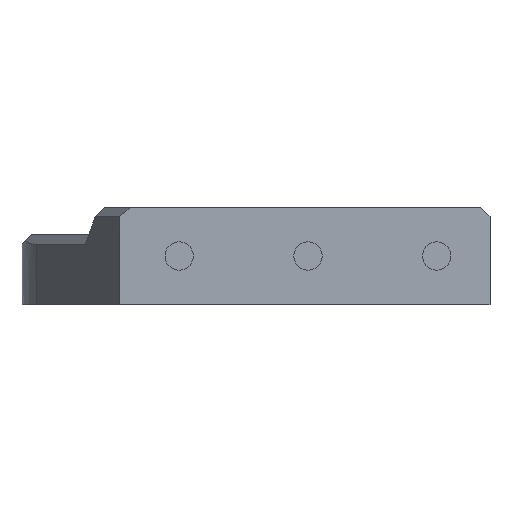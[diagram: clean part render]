
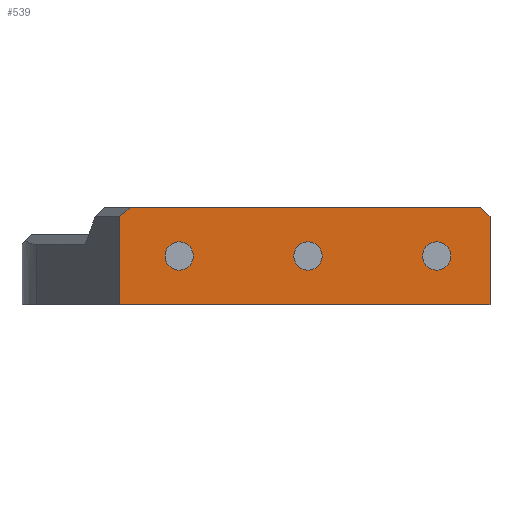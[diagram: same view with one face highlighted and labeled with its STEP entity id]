
A CAD part, front view. The second image highlights one B-rep face of the part: STEP entity #539.
In plain terms, the highlighted planar face has unit normal (0, -1, 0).
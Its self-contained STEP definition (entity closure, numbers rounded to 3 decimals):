
#1 = VERTEX_POINT ( 'NONE', #1126 ) ;
#5 = AXIS2_PLACEMENT_3D ( 'NONE', #1322, #121, #1200 ) ;
#53 = VECTOR ( 'NONE', #913, 1000. ) ;
#83 = ORIENTED_EDGE ( 'NONE', *, *, #322, .T. ) ;
#90 = CARTESIAN_POINT ( 'NONE',  ( -13.089, 0., 10. ) ) ;
#91 = PLANE ( 'NONE',  #1225 ) ;
#97 = LINE ( 'NONE', #211, #1489 ) ;
#104 = CARTESIAN_POINT ( 'NONE',  ( 17.91, 0., 5. ) ) ;
#107 = AXIS2_PLACEMENT_3D ( 'NONE', #1381, #666, #895 ) ;
#121 = DIRECTION ( 'NONE',  ( 0., -1., 0. ) ) ;
#126 = CIRCLE ( 'NONE', #5, 1.45 ) ;
#127 = CARTESIAN_POINT ( 'NONE',  ( 4.73, 0., 5. ) ) ;
#154 = AXIS2_PLACEMENT_3D ( 'NONE', #157, #1492, #673 ) ;
#157 = CARTESIAN_POINT ( 'NONE',  ( 19.36, 0., 5. ) ) ;
#188 = CARTESIAN_POINT ( 'NONE',  ( 20.81, 0., 5. ) ) ;
#204 = FACE_BOUND ( 'NONE', #612, .T. ) ;
#211 = CARTESIAN_POINT ( 'NONE',  ( 23.813, 0., 10. ) ) ;
#218 = ORIENTED_EDGE ( 'NONE', *, *, #1141, .F. ) ;
#220 = CARTESIAN_POINT ( 'NONE',  ( 23.813, 0., 10. ) ) ;
#235 = EDGE_CURVE ( 'NONE', #967, #1253, #425, .T. ) ;
#245 = LINE ( 'NONE', #1095, #325 ) ;
#261 = DIRECTION ( 'NONE',  ( 1., 0., 0. ) ) ;
#322 = EDGE_CURVE ( 'NONE', #1211, #1, #921, .T. ) ;
#325 = VECTOR ( 'NONE', #1088, 1000. ) ;
#327 = CARTESIAN_POINT ( 'NONE',  ( -12.024, 0., 10. ) ) ;
#348 = ORIENTED_EDGE ( 'NONE', *, *, #572, .T. ) ;
#351 = CARTESIAN_POINT ( 'NONE',  ( 24.813, 0., 10. ) ) ;
#373 = EDGE_CURVE ( 'NONE', #419, #1, #1519, .T. ) ;
#407 = EDGE_CURVE ( 'NONE', #419, #1194, #97, .T. ) ;
#419 = VERTEX_POINT ( 'NONE', #1267 ) ;
#425 = CIRCLE ( 'NONE', #107, 1.45 ) ;
#437 = ORIENTED_EDGE ( 'NONE', *, *, #716, .F. ) ;
#464 = EDGE_LOOP ( 'NONE', ( #437, #619, #348, #83, #809, #1387 ) ) ;
#470 = DIRECTION ( 'NONE',  ( 1., 0., 0. ) ) ;
#493 = ORIENTED_EDGE ( 'NONE', *, *, #235, .F. ) ;
#503 = AXIS2_PLACEMENT_3D ( 'NONE', #863, #1330, #261 ) ;
#539 = ADVANCED_FACE ( 'NONE', ( #1201, #603, #204, #1169 ), #91, .F. ) ;
#565 = ORIENTED_EDGE ( 'NONE', *, *, #834, .F. ) ;
#572 = EDGE_CURVE ( 'NONE', #1361, #1211, #688, .T. ) ;
#603 = FACE_BOUND ( 'NONE', #618, .T. ) ;
#606 = VECTOR ( 'NONE', #1359, 1000. ) ;
#612 = EDGE_LOOP ( 'NONE', ( #493, #721 ) ) ;
#614 = CARTESIAN_POINT ( 'NONE',  ( 7.63, 0., 5. ) ) ;
#618 = EDGE_LOOP ( 'NONE', ( #1397, #218 ) ) ;
#619 = ORIENTED_EDGE ( 'NONE', *, *, #871, .T. ) ;
#666 = DIRECTION ( 'NONE',  ( 0., -1., 0. ) ) ;
#673 = DIRECTION ( 'NONE',  ( 1., 0., 0. ) ) ;
#688 = LINE ( 'NONE', #90, #1398 ) ;
#696 = DIRECTION ( 'NONE',  ( -0.707, 0., 0.707 ) ) ;
#716 = EDGE_CURVE ( 'NONE', #1008, #1194, #245, .T. ) ;
#721 = ORIENTED_EDGE ( 'NONE', *, *, #1296, .F. ) ;
#768 = EDGE_CURVE ( 'NONE', #1182, #984, #126, .T. ) ;
#800 = VERTEX_POINT ( 'NONE', #127 ) ;
#801 = CARTESIAN_POINT ( 'NONE',  ( -11.271, 0., 10.708 ) ) ;
#809 = ORIENTED_EDGE ( 'NONE', *, *, #373, .F. ) ;
#834 = EDGE_CURVE ( 'NONE', #800, #1413, #1186, .T. ) ;
#863 = CARTESIAN_POINT ( 'NONE',  ( 6.18, 0., 5. ) ) ;
#871 = EDGE_CURVE ( 'NONE', #1008, #1361, #1482, .T. ) ;
#895 = DIRECTION ( 'NONE',  ( 1., 0., 0. ) ) ;
#899 = EDGE_LOOP ( 'NONE', ( #1144, #565 ) ) ;
#913 = DIRECTION ( 'NONE',  ( 1., 0., 0. ) ) ;
#921 = LINE ( 'NONE', #1166, #53 ) ;
#931 = DIRECTION ( 'NONE',  ( 0., 0., -1. ) ) ;
#955 = CARTESIAN_POINT ( 'NONE',  ( -13.089, 0., 9. ) ) ;
#967 = VERTEX_POINT ( 'NONE', #1475 ) ;
#984 = VERTEX_POINT ( 'NONE', #104 ) ;
#1008 = VERTEX_POINT ( 'NONE', #327 ) ;
#1039 = AXIS2_PLACEMENT_3D ( 'NONE', #1320, #1422, #1190 ) ;
#1083 = DIRECTION ( 'NONE',  ( -1., 0., 0. ) ) ;
#1088 = DIRECTION ( 'NONE',  ( 1., 0., 0. ) ) ;
#1090 = CIRCLE ( 'NONE', #154, 1.45 ) ;
#1095 = CARTESIAN_POINT ( 'NONE',  ( 28.287, 0., 10. ) ) ;
#1126 = CARTESIAN_POINT ( 'NONE',  ( 24.813, 0., 0. ) ) ;
#1141 = EDGE_CURVE ( 'NONE', #984, #1182, #1090, .T. ) ;
#1144 = ORIENTED_EDGE ( 'NONE', *, *, #1312, .F. ) ;
#1166 = CARTESIAN_POINT ( 'NONE',  ( 28.287, 0., 0. ) ) ;
#1167 = CIRCLE ( 'NONE', #1210, 1.45 ) ;
#1169 = FACE_OUTER_BOUND ( 'NONE', #464, .T. ) ;
#1182 = VERTEX_POINT ( 'NONE', #188 ) ;
#1186 = CIRCLE ( 'NONE', #503, 1.45 ) ;
#1190 = DIRECTION ( 'NONE',  ( 1., 0., 0. ) ) ;
#1192 = CIRCLE ( 'NONE', #1039, 1.45 ) ;
#1194 = VERTEX_POINT ( 'NONE', #220 ) ;
#1199 = CARTESIAN_POINT ( 'NONE',  ( -7., 0., 5. ) ) ;
#1200 = DIRECTION ( 'NONE',  ( 1., 0., 0. ) ) ;
#1201 = FACE_BOUND ( 'NONE', #899, .T. ) ;
#1210 = AXIS2_PLACEMENT_3D ( 'NONE', #1199, #1534, #470 ) ;
#1211 = VERTEX_POINT ( 'NONE', #1518 ) ;
#1225 = AXIS2_PLACEMENT_3D ( 'NONE', #1513, #1376, #1083 ) ;
#1253 = VERTEX_POINT ( 'NONE', #1314 ) ;
#1267 = CARTESIAN_POINT ( 'NONE',  ( 24.813, 0., 9. ) ) ;
#1275 = DIRECTION ( 'NONE',  ( 0., 0., -1. ) ) ;
#1296 = EDGE_CURVE ( 'NONE', #1253, #967, #1167, .T. ) ;
#1312 = EDGE_CURVE ( 'NONE', #1413, #800, #1192, .T. ) ;
#1314 = CARTESIAN_POINT ( 'NONE',  ( -8.45, 0., 5. ) ) ;
#1320 = CARTESIAN_POINT ( 'NONE',  ( 6.18, 0., 5. ) ) ;
#1322 = CARTESIAN_POINT ( 'NONE',  ( 19.36, 0., 5. ) ) ;
#1330 = DIRECTION ( 'NONE',  ( 0., -1., 0. ) ) ;
#1359 = DIRECTION ( 'NONE',  ( -0.729, 0., -0.685 ) ) ;
#1361 = VERTEX_POINT ( 'NONE', #955 ) ;
#1376 = DIRECTION ( 'NONE',  ( 0., 1., 0. ) ) ;
#1381 = CARTESIAN_POINT ( 'NONE',  ( -7., 0., 5. ) ) ;
#1387 = ORIENTED_EDGE ( 'NONE', *, *, #407, .T. ) ;
#1397 = ORIENTED_EDGE ( 'NONE', *, *, #768, .F. ) ;
#1398 = VECTOR ( 'NONE', #1275, 1000. ) ;
#1413 = VERTEX_POINT ( 'NONE', #614 ) ;
#1422 = DIRECTION ( 'NONE',  ( 0., -1., 0. ) ) ;
#1470 = VECTOR ( 'NONE', #931, 1000. ) ;
#1475 = CARTESIAN_POINT ( 'NONE',  ( -5.55, 0., 5. ) ) ;
#1482 = LINE ( 'NONE', #801, #606 ) ;
#1489 = VECTOR ( 'NONE', #696, 1000. ) ;
#1492 = DIRECTION ( 'NONE',  ( 0., -1., 0. ) ) ;
#1513 = CARTESIAN_POINT ( 'NONE',  ( 28.287, 0., 10. ) ) ;
#1518 = CARTESIAN_POINT ( 'NONE',  ( -13.089, 0., 0. ) ) ;
#1519 = LINE ( 'NONE', #351, #1470 ) ;
#1534 = DIRECTION ( 'NONE',  ( 0., -1., 0. ) ) ;
